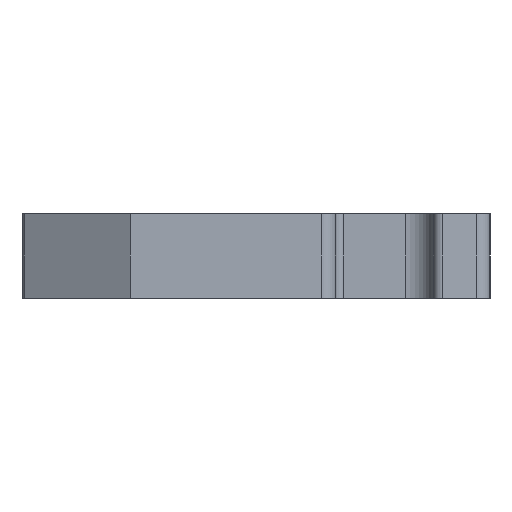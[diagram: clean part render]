
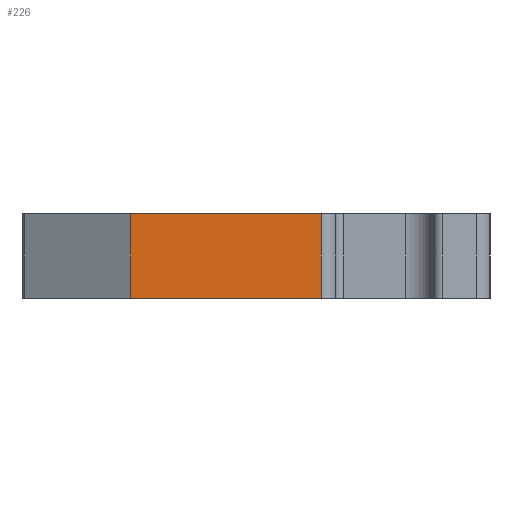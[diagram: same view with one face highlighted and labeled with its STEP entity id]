
A CAD part, left-side view. The second image highlights one B-rep face of the part: STEP entity #226.
In plain terms, the highlighted planar face has unit normal (-1, 0, 0).
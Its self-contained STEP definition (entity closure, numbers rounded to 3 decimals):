
#226=ADVANCED_FACE('',(#382),#319,.T.);
#319=PLANE('',#2037);
#382=FACE_OUTER_BOUND('',#478,.T.);
#478=EDGE_LOOP('',(#592,#593,#594,#595));
#592=ORIENTED_EDGE('',*,*,#1346,.F.);
#593=ORIENTED_EDGE('',*,*,#1347,.F.);
#594=ORIENTED_EDGE('',*,*,#1348,.T.);
#595=ORIENTED_EDGE('',*,*,#1344,.F.);
#1150=VERTEX_POINT('',#2708);
#1151=VERTEX_POINT('',#2710);
#1152=VERTEX_POINT('',#2714);
#1153=VERTEX_POINT('',#2716);
#1344=EDGE_CURVE('',#1150,#1151,#1623,.T.);
#1346=EDGE_CURVE('',#1152,#1150,#1624,.T.);
#1347=EDGE_CURVE('',#1153,#1152,#1625,.T.);
#1348=EDGE_CURVE('',#1153,#1151,#1626,.T.);
#1623=LINE('',#2709,#1826);
#1624=LINE('',#2713,#1827);
#1625=LINE('',#2715,#1828);
#1626=LINE('',#2717,#1829);
#1826=VECTOR('',#2204,1.);
#1827=VECTOR('',#2209,1.);
#1828=VECTOR('',#2210,1.);
#1829=VECTOR('',#2211,1.);
#2037=AXIS2_PLACEMENT_3D('',#2718,#2212,#2213);
#2204=DIRECTION('',(0.,0.,-1.));
#2209=DIRECTION('',(0.,-1.,0.));
#2210=DIRECTION('',(0.,0.,1.));
#2211=DIRECTION('',(0.,-1.,0.));
#2212=DIRECTION('',(-1.,0.,0.));
#2213=DIRECTION('',(0.,1.,0.));
#2708=CARTESIAN_POINT('',(-162.268,408.798,6.));
#2709=CARTESIAN_POINT('',(-162.268,408.798,6.));
#2710=CARTESIAN_POINT('',(-162.268,408.798,0.));
#2713=CARTESIAN_POINT('',(-162.268,422.375,6.));
#2714=CARTESIAN_POINT('',(-162.268,422.375,6.));
#2715=CARTESIAN_POINT('',(-162.268,422.375,0.));
#2716=CARTESIAN_POINT('',(-162.268,422.375,0.));
#2717=CARTESIAN_POINT('',(-162.268,422.375,0.));
#2718=CARTESIAN_POINT('',(-162.268,422.348,0.));
